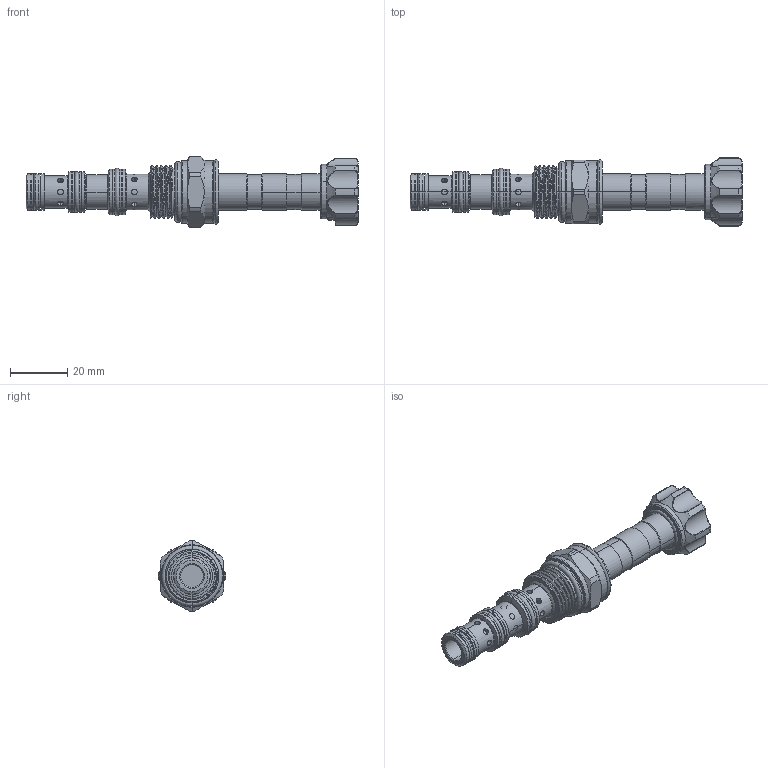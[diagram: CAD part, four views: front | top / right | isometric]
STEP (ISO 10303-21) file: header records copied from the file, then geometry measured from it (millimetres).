
FILE_DESCRIPTION (( 'STEP AP203' ), '1' );
FILE_NAME ('ES08W4A10N04-F.STEP', '2020-04-09T06:31:10', ( '' ), ( '' ), 'SwSTEP 2.0', 'SolidWorks 2018', '' );
FILE_SCHEMA (( 'CONFIG_CONTROL_DESIGN' ));
Length unit declared in the file: millimetre
Products named in the file (1): ES08W4A10N04-F
Bounding box: 116.15 x 23.79 x 24.65 mm (x, y, z)
Volume: 22117.8 mm3; surface area: 10875.6 mm2
Topology: 7 solids, 9 shells, 405 faces, 920 edges, 563 vertices
Faces by surface type: cylinder 211, torus 73, plane 43, cone 41, bspline 37
Entity records: 15576 total; most frequent: CARTESIAN_POINT 6753, ORIENTED_EDGE 1836, DIRECTION 1807, EDGE_CURVE 918, AXIS2_PLACEMENT_3D 781, VERTEX_POINT 563, EDGE_LOOP 453, CIRCLE 412
